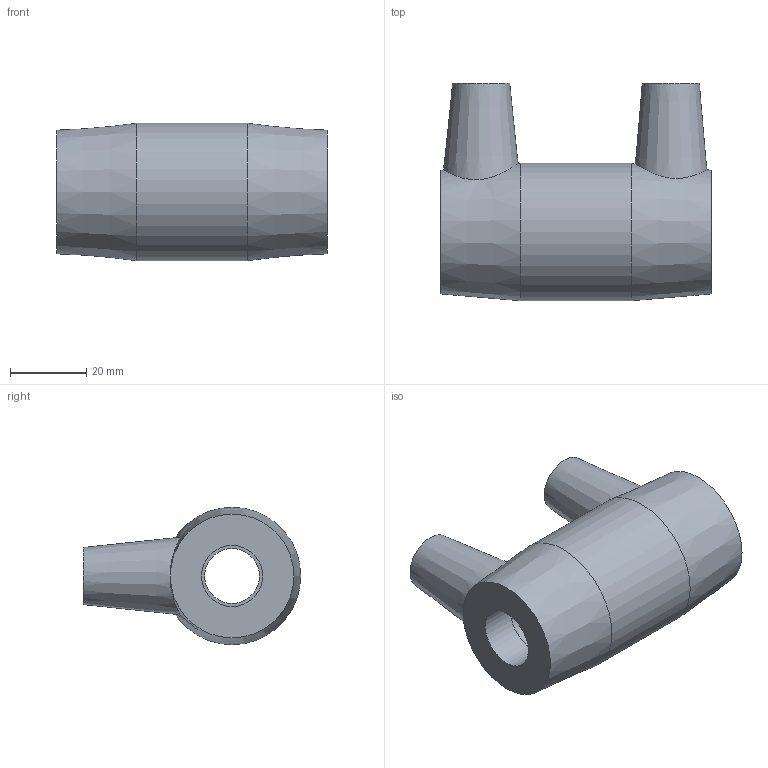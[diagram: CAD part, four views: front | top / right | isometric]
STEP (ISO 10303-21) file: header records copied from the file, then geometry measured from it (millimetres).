
FILE_DESCRIPTION(/* description */ ('PLASSON REDUCING COUPLER 20-16'),/* implementation_level */ '2;1');
FILE_NAME(/* name */ '491104020016.ipt.stp',/* time_stamp */ '2017-11-06T09:12:25+02:00',/* author */ ('KIM'),/* organization */ (''),/* preprocessor_version */ 'ST-DEVELOPER v15.6',/* originating_system */ 'Autodesk Inventor 2015',/* authorisation */ '');
FILE_SCHEMA (('AUTOMOTIVE_DESIGN { 1 0 10303 214 3 1 1 }'));
Length unit declared in the file: millimetre
Products named in the file (1): 491104020016
Bounding box: 71 x 57 x 36 mm (x, y, z)
Volume: 58292 mm3; surface area: 16725.8 mm2
Topology: 1 solids, 1 shells, 29 faces, 55 edges, 36 vertices
Faces by surface type: plane 12, cylinder 10, cone 7
Full cylindrical faces by diameter (mm): 4 x2, 10 x2, 14.4 x1, 16 x2, 20 x2, 36 x1
Entity records: 680 total; most frequent: CARTESIAN_POINT 162, DIRECTION 114, EDGE_LOOP 58, ORIENTED_EDGE 58, AXIS2_PLACEMENT_3D 57, FACE_BOUND 29, FACE_OUTER_BOUND 29, VERTEX_POINT 29
